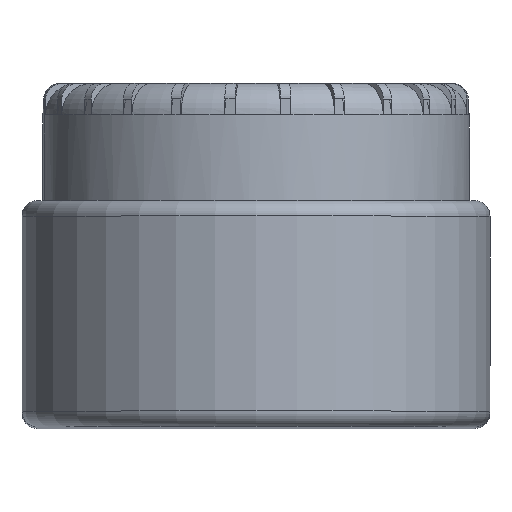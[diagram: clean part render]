
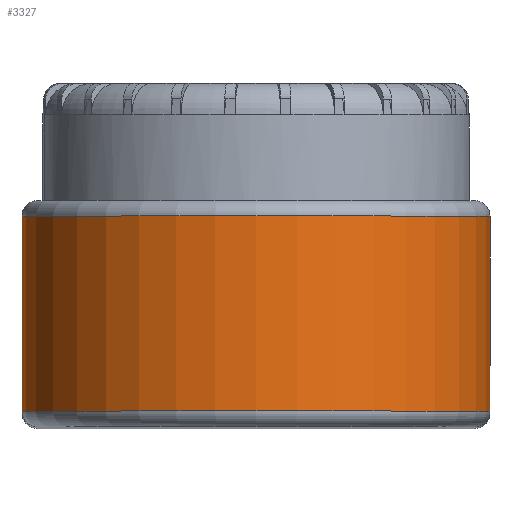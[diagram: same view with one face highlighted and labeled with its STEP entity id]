
A CAD part, top view. The second image highlights one B-rep face of the part: STEP entity #3327.
In plain terms, the highlighted cylindrical face has radius 22.5 mm (diameter 45 mm), a partial arc.
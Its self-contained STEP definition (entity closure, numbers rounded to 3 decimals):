
#261 = DIRECTION ( 'NONE',  ( 0., -1., 0. ) ) ;
#422 = EDGE_CURVE ( 'NONE', #6134, #6399, #16477, .T. ) ;
#810 = DIRECTION ( 'NONE',  ( 0., -1., 0. ) ) ;
#824 = EDGE_LOOP ( 'NONE', ( #12158, #7886, #2516, #11780 ) ) ;
#1405 = AXIS2_PLACEMENT_3D ( 'NONE', #2662, #13283, #4204 ) ;
#1423 = DIRECTION ( 'NONE',  ( 0., 0., 1. ) ) ;
#2485 = CIRCLE ( 'NONE', #1405, 22.5 ) ;
#2516 = ORIENTED_EDGE ( 'NONE', *, *, #422, .T. ) ;
#2662 = CARTESIAN_POINT ( 'NONE',  ( -58.5, 20.25, 0. ) ) ;
#3327 = ADVANCED_FACE ( 'NONE', ( #19692 ), #15174, .T. ) ;
#3818 = CARTESIAN_POINT ( 'NONE',  ( -58.5, 20.25, -22.5 ) ) ;
#3838 = VERTEX_POINT ( 'NONE', #11008 ) ;
#4204 = DIRECTION ( 'NONE',  ( 0., 0., 1. ) ) ;
#4359 = VECTOR ( 'NONE', #10178, 1000. ) ;
#4408 = LINE ( 'NONE', #11418, #12005 ) ;
#4440 = CARTESIAN_POINT ( 'NONE',  ( -58.5, 20.25, 22.5 ) ) ;
#4616 = EDGE_CURVE ( 'NONE', #6399, #3838, #8687, .T. ) ;
#4985 = EDGE_CURVE ( 'NONE', #13521, #6134, #2485, .T. ) ;
#6134 = VERTEX_POINT ( 'NONE', #3818 ) ;
#6399 = VERTEX_POINT ( 'NONE', #13307 ) ;
#7837 = CARTESIAN_POINT ( 'NONE',  ( -58.5, 7.35, 0. ) ) ;
#7886 = ORIENTED_EDGE ( 'NONE', *, *, #4985, .T. ) ;
#8535 = EDGE_CURVE ( 'NONE', #13521, #3838, #4408, .T. ) ;
#8687 = CIRCLE ( 'NONE', #12634, 22.5 ) ;
#10178 = DIRECTION ( 'NONE',  ( 0., -1., 0. ) ) ;
#10518 = DIRECTION ( 'NONE',  ( 0., 1., 0. ) ) ;
#11008 = CARTESIAN_POINT ( 'NONE',  ( -58.5, 1.5, 22.5 ) ) ;
#11418 = CARTESIAN_POINT ( 'NONE',  ( -58.5, 7.35, 22.5 ) ) ;
#11780 = ORIENTED_EDGE ( 'NONE', *, *, #4616, .T. ) ;
#12005 = VECTOR ( 'NONE', #810, 1000. ) ;
#12158 = ORIENTED_EDGE ( 'NONE', *, *, #8535, .F. ) ;
#12634 = AXIS2_PLACEMENT_3D ( 'NONE', #19617, #10518, #1423 ) ;
#13283 = DIRECTION ( 'NONE',  ( 0., -1., 0. ) ) ;
#13307 = CARTESIAN_POINT ( 'NONE',  ( -58.5, 1.5, -22.5 ) ) ;
#13521 = VERTEX_POINT ( 'NONE', #4440 ) ;
#15174 = CYLINDRICAL_SURFACE ( 'NONE', #18322, 22.5 ) ;
#16477 = LINE ( 'NONE', #17861, #4359 ) ;
#16926 = DIRECTION ( 'NONE',  ( 0., 0., -1. ) ) ;
#17861 = CARTESIAN_POINT ( 'NONE',  ( -58.5, 7.35, -22.5 ) ) ;
#18322 = AXIS2_PLACEMENT_3D ( 'NONE', #7837, #261, #16926 ) ;
#19617 = CARTESIAN_POINT ( 'NONE',  ( -58.5, 1.5, 0. ) ) ;
#19692 = FACE_OUTER_BOUND ( 'NONE', #824, .T. ) ;
